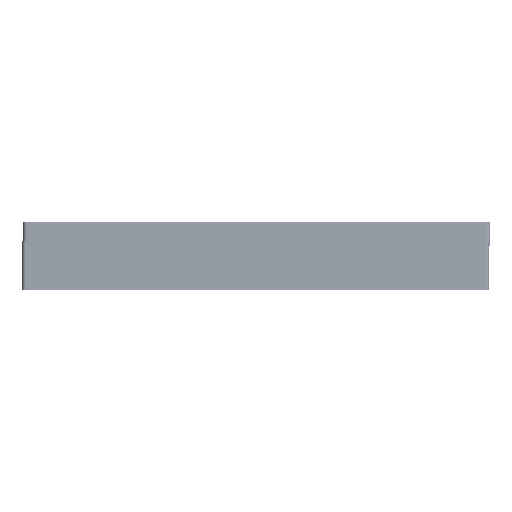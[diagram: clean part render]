
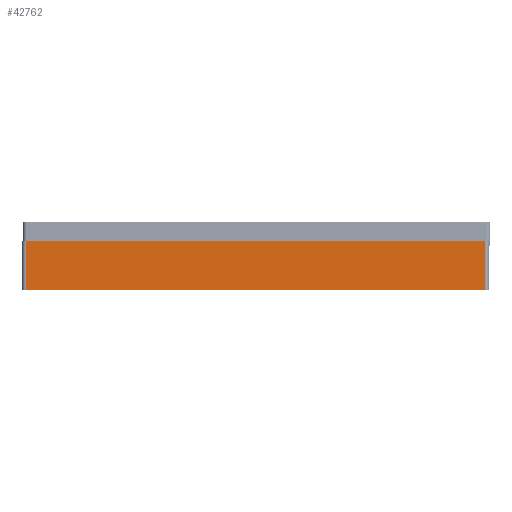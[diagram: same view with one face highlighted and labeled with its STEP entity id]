
A CAD part, left-side view. The second image highlights one B-rep face of the part: STEP entity #42762.
In plain terms, the highlighted planar face has unit normal (-1, 0, 0).
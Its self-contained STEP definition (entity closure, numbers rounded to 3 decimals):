
#6653=FACE_OUTER_BOUND('',#9911,.T.);
#9911=EDGE_LOOP('',(#37967,#37968,#37969,#37970));
#13305=LINE('',#71054,#16905);
#13306=LINE('',#71056,#16906);
#13307=LINE('',#71058,#16907);
#13308=LINE('',#71059,#16908);
#16905=VECTOR('',#57697,10.);
#16906=VECTOR('',#57698,10.);
#16907=VECTOR('',#57699,10.);
#16908=VECTOR('',#57700,10.);
#21025=VERTEX_POINT('',#71052);
#21026=VERTEX_POINT('',#71053);
#21027=VERTEX_POINT('',#71055);
#21028=VERTEX_POINT('',#71057);
#26707=EDGE_CURVE('',#21025,#21026,#13305,.T.);
#26708=EDGE_CURVE('',#21026,#21027,#13306,.T.);
#26709=EDGE_CURVE('',#21028,#21027,#13307,.T.);
#26710=EDGE_CURVE('',#21025,#21028,#13308,.T.);
#37967=ORIENTED_EDGE('',*,*,#26707,.T.);
#37968=ORIENTED_EDGE('',*,*,#26708,.T.);
#37969=ORIENTED_EDGE('',*,*,#26709,.F.);
#37970=ORIENTED_EDGE('',*,*,#26710,.F.);
#39422=PLANE('',#46727);
#42762=ADVANCED_FACE('',(#6653),#39422,.T.);
#46727=AXIS2_PLACEMENT_3D('',#71051,#57695,#57696);
#57695=DIRECTION('center_axis',(-1.,0.,0.));
#57696=DIRECTION('ref_axis',(0.,0.,1.));
#57697=DIRECTION('',(0.,0.,1.));
#57698=DIRECTION('',(0.,1.,0.));
#57699=DIRECTION('',(0.,0.,1.));
#57700=DIRECTION('',(0.,1.,0.));
#71051=CARTESIAN_POINT('Origin',(4.076,57.277,10.));
#71052=CARTESIAN_POINT('',(4.076,10.541,0.));
#71053=CARTESIAN_POINT('',(4.076,10.541,10.));
#71054=CARTESIAN_POINT('',(4.076,10.541,0.));
#71055=CARTESIAN_POINT('',(4.076,104.013,10.));
#71056=CARTESIAN_POINT('',(4.076,10.541,10.));
#71057=CARTESIAN_POINT('',(4.076,104.013,0.));
#71058=CARTESIAN_POINT('',(4.076,104.013,0.));
#71059=CARTESIAN_POINT('',(4.076,10.541,0.));
